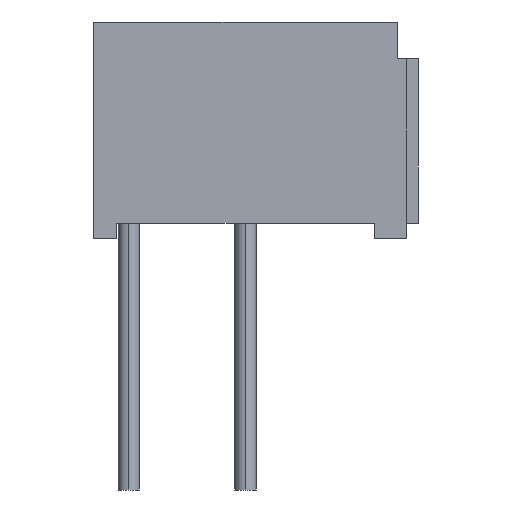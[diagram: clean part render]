
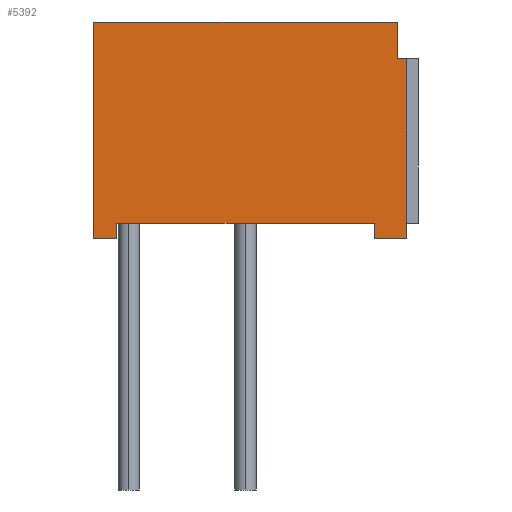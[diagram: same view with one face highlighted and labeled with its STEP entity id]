
A CAD part, left-side view. The second image highlights one B-rep face of the part: STEP entity #5392.
In plain terms, the highlighted planar face has unit normal (-1, 0, 0).
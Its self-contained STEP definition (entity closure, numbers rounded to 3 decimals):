
#2771 = VERTEX_POINT('',#2772);
#2772 = CARTESIAN_POINT('',(-3.3,3.3,4.7));
#2778 = EDGE_CURVE('',#2771,#2779,#2781,.T.);
#2779 = VERTEX_POINT('',#2780);
#2780 = CARTESIAN_POINT('',(-3.3,-3.3,4.7));
#2781 = LINE('',#2782,#2783);
#2782 = CARTESIAN_POINT('',(-3.3,3.3,4.7));
#2783 = VECTOR('',#2784,1.);
#2784 = DIRECTION('',(0.,-1.,0.));
#5359 = VERTEX_POINT('',#5360);
#5360 = CARTESIAN_POINT('',(-3.3,3.3,0.));
#5366 = EDGE_CURVE('',#2771,#5359,#5367,.T.);
#5367 = LINE('',#5368,#5369);
#5368 = CARTESIAN_POINT('',(-3.3,3.3,4.7));
#5369 = VECTOR('',#5370,1.);
#5370 = DIRECTION('',(0.,0.,-1.));
#5392 = ADVANCED_FACE('',(#5393),#5459,.F.);
#5393 = FACE_BOUND('',#5394,.T.);
#5394 = EDGE_LOOP('',(#5395,#5405,#5413,#5421,#5429,#5437,#5443,#5444,
    #5445,#5453));
#5395 = ORIENTED_EDGE('',*,*,#5396,.T.);
#5396 = EDGE_CURVE('',#5397,#5399,#5401,.T.);
#5397 = VERTEX_POINT('',#5398);
#5398 = CARTESIAN_POINT('',(-3.3,2.8,0.33));
#5399 = VERTEX_POINT('',#5400);
#5400 = CARTESIAN_POINT('',(-3.3,-2.8,0.33));
#5401 = LINE('',#5402,#5403);
#5402 = CARTESIAN_POINT('',(-3.3,3.3,0.33));
#5403 = VECTOR('',#5404,1.);
#5404 = DIRECTION('',(0.,-1.,0.));
#5405 = ORIENTED_EDGE('',*,*,#5406,.T.);
#5406 = EDGE_CURVE('',#5399,#5407,#5409,.T.);
#5407 = VERTEX_POINT('',#5408);
#5408 = CARTESIAN_POINT('',(-3.3,-2.8,0.));
#5409 = LINE('',#5410,#5411);
#5410 = CARTESIAN_POINT('',(-3.3,-2.8,4.7));
#5411 = VECTOR('',#5412,1.);
#5412 = DIRECTION('',(0.,0.,-1.));
#5413 = ORIENTED_EDGE('',*,*,#5414,.T.);
#5414 = EDGE_CURVE('',#5407,#5415,#5417,.T.);
#5415 = VERTEX_POINT('',#5416);
#5416 = CARTESIAN_POINT('',(-3.3,-3.5,0.));
#5417 = LINE('',#5418,#5419);
#5418 = CARTESIAN_POINT('',(-3.3,3.3,0.));
#5419 = VECTOR('',#5420,1.);
#5420 = DIRECTION('',(0.,-1.,0.));
#5421 = ORIENTED_EDGE('',*,*,#5422,.F.);
#5422 = EDGE_CURVE('',#5423,#5415,#5425,.T.);
#5423 = VERTEX_POINT('',#5424);
#5424 = CARTESIAN_POINT('',(-3.3,-3.5,3.9));
#5425 = LINE('',#5426,#5427);
#5426 = CARTESIAN_POINT('',(-3.3,-3.5,3.9));
#5427 = VECTOR('',#5428,1.);
#5428 = DIRECTION('',(0.,0.,-1.));
#5429 = ORIENTED_EDGE('',*,*,#5430,.T.);
#5430 = EDGE_CURVE('',#5423,#5431,#5433,.T.);
#5431 = VERTEX_POINT('',#5432);
#5432 = CARTESIAN_POINT('',(-3.3,-3.3,3.9));
#5433 = LINE('',#5434,#5435);
#5434 = CARTESIAN_POINT('',(-3.3,-3.5,3.9));
#5435 = VECTOR('',#5436,1.);
#5436 = DIRECTION('',(0.,1.,0.));
#5437 = ORIENTED_EDGE('',*,*,#5438,.F.);
#5438 = EDGE_CURVE('',#2779,#5431,#5439,.T.);
#5439 = LINE('',#5440,#5441);
#5440 = CARTESIAN_POINT('',(-3.3,-3.3,4.7));
#5441 = VECTOR('',#5442,1.);
#5442 = DIRECTION('',(0.,0.,-1.));
#5443 = ORIENTED_EDGE('',*,*,#2778,.F.);
#5444 = ORIENTED_EDGE('',*,*,#5366,.T.);
#5445 = ORIENTED_EDGE('',*,*,#5446,.T.);
#5446 = EDGE_CURVE('',#5359,#5447,#5449,.T.);
#5447 = VERTEX_POINT('',#5448);
#5448 = CARTESIAN_POINT('',(-3.3,2.8,0.));
#5449 = LINE('',#5450,#5451);
#5450 = CARTESIAN_POINT('',(-3.3,3.3,0.));
#5451 = VECTOR('',#5452,1.);
#5452 = DIRECTION('',(0.,-1.,0.));
#5453 = ORIENTED_EDGE('',*,*,#5454,.T.);
#5454 = EDGE_CURVE('',#5447,#5397,#5455,.T.);
#5455 = LINE('',#5456,#5457);
#5456 = CARTESIAN_POINT('',(-3.3,2.8,4.7));
#5457 = VECTOR('',#5458,1.);
#5458 = DIRECTION('',(0.,0.,1.));
#5459 = PLANE('',#5460);
#5460 = AXIS2_PLACEMENT_3D('',#5461,#5462,#5463);
#5461 = CARTESIAN_POINT('',(-3.3,3.3,4.7));
#5462 = DIRECTION('',(1.,0.,0.));
#5463 = DIRECTION('',(0.,1.,0.));
